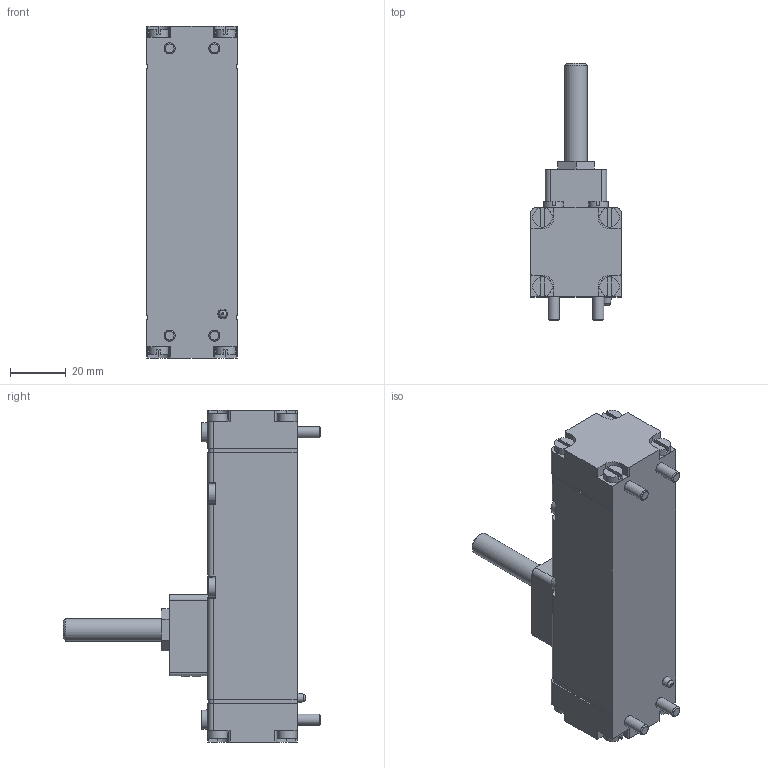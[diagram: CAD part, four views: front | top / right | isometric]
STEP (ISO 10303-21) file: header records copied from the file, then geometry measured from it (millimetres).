
FILE_DESCRIPTION(/* description */ ('STEP AP214'),/* implementation_level */ '2;1');
FILE_NAME(/* name */ '6154_CM-5_2-1_4-FH',/* time_stamp */ '2024-08-05T18:31:42+02:00',/* author */ ('License CC BY-ND 4.0'),/* organization */ ('CADENAS'),/* preprocessor_version */ 'ST-DEVELOPER v19.3',/* originating_system */ 'PARTsolutions',/* authorisation */ ' ');
FILE_SCHEMA (('AUTOMOTIVE_DESIGN {1 0 10303 214 3 1 1}'));
Length unit declared in the file: millimetre
Products named in the file (1): 6154 CM-5/2-1/4-FH
Bounding box: 32.4 x 92.3 x 119 mm (x, y, z)
Volume: 131328.7 mm3; surface area: 21353 mm2
Topology: 1 solids, 1 shells, 247 faces, 654 edges, 434 vertices
Faces by surface type: plane 166, cylinder 71, cone 9, torus 1
Full cylindrical faces by diameter (mm): 4 x4, 4.134 x1, 7 x16, 7.5 x1, 8 x1
Entity records: 7369 total; most frequent: DIRECTION 1301, CARTESIAN_POINT 1273, ORIENTED_EDGE 1202, EDGE_CURVE 601, AXIS2_PLACEMENT_3D 456, VERTEX_POINT 412, LINE 389, VECTOR 389
